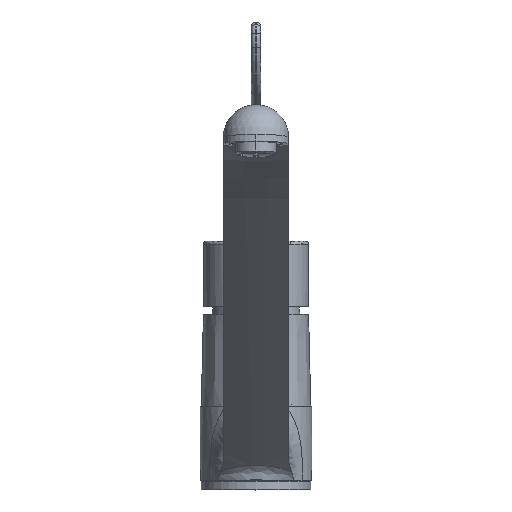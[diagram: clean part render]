
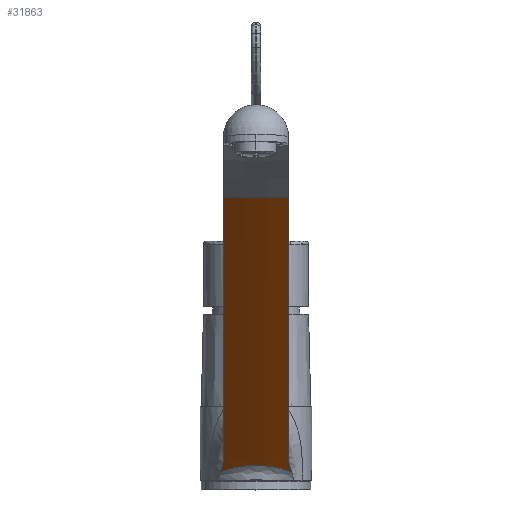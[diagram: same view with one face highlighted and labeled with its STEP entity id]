
A CAD part, top view. The second image highlights one B-rep face of the part: STEP entity #31863.
In plain terms, the highlighted cylindrical face has radius 217.812 mm (diameter 435.625 mm), a partial arc.
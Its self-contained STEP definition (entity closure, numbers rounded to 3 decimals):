
#6634=CARTESIAN_POINT('',(16.12,8.234,24.14));
#6635=CARTESIAN_POINT('',(16.033,8.461,24.421));
#6636=CARTESIAN_POINT('',(15.87,8.912,24.976));
#6637=CARTESIAN_POINT('',(15.657,9.57,25.784));
#6638=CARTESIAN_POINT('',(15.471,10.212,26.571));
#6639=CARTESIAN_POINT('',(15.311,10.841,27.337));
#6640=CARTESIAN_POINT('',(15.175,11.457,28.087));
#6641=CARTESIAN_POINT('',(15.059,12.063,28.822));
#6642=CARTESIAN_POINT('',(14.963,12.662,29.545));
#6643=CARTESIAN_POINT('',(14.886,13.254,30.26));
#6644=CARTESIAN_POINT('',(14.825,13.845,30.97));
#6645=CARTESIAN_POINT('',(14.782,14.435,31.677));
#6646=CARTESIAN_POINT('',(14.756,15.027,32.387));
#6647=CARTESIAN_POINT('',(14.75,15.427,32.863));
#6648=CARTESIAN_POINT('',(14.75,15.627,33.102));
#6707=CARTESIAN_POINT('',(16.12,8.234,24.14));
#6708=CARTESIAN_POINT('',(15.853,8.339,24.296));
#6709=CARTESIAN_POINT('',(15.315,8.544,24.601));
#6710=CARTESIAN_POINT('',(14.501,8.833,25.032));
#6711=CARTESIAN_POINT('',(13.681,9.104,25.438));
#6712=CARTESIAN_POINT('',(12.854,9.357,25.818));
#6713=CARTESIAN_POINT('',(12.021,9.592,26.172));
#6714=CARTESIAN_POINT('',(11.183,9.81,26.501));
#6715=CARTESIAN_POINT('',(10.34,10.01,26.805));
#6716=CARTESIAN_POINT('',(9.493,10.194,27.084));
#6717=CARTESIAN_POINT('',(8.64,10.361,27.338));
#6718=CARTESIAN_POINT('',(7.785,10.512,27.568));
#6719=CARTESIAN_POINT('',(6.926,10.646,27.773));
#6720=CARTESIAN_POINT('',(6.066,10.764,27.953));
#6721=CARTESIAN_POINT('',(5.203,10.865,28.109));
#6722=CARTESIAN_POINT('',(4.336,10.951,28.241));
#6723=CARTESIAN_POINT('',(3.468,11.022,28.349));
#6724=CARTESIAN_POINT('',(2.599,11.076,28.433));
#6725=CARTESIAN_POINT('',(1.73,11.115,28.493));
#6726=CARTESIAN_POINT('',(0.86,11.138,28.529));
#6727=CARTESIAN_POINT('',(-0.011,11.146,
28.54));
#6728=CARTESIAN_POINT('',(-0.882,11.138,
28.528));
#6729=CARTESIAN_POINT('',(-1.753,11.114,28.491));
#6730=CARTESIAN_POINT('',(-2.623,11.075,28.431));
#6731=CARTESIAN_POINT('',(-3.491,11.02,28.347));
#6732=CARTESIAN_POINT('',(-4.358,10.95,28.239));
#6733=CARTESIAN_POINT('',(-5.223,10.863,28.106));
#6734=CARTESIAN_POINT('',(-6.087,10.761,27.949));
#6735=CARTESIAN_POINT('',(-6.948,10.642,27.768));
#6736=CARTESIAN_POINT('',(-7.807,10.508,27.562));
#6737=CARTESIAN_POINT('',(-8.662,10.357,27.332));
#6738=CARTESIAN_POINT('',(-9.513,10.19,27.077));
#6739=CARTESIAN_POINT('',(-10.359,10.006,26.798));
#6740=CARTESIAN_POINT('',(-11.201,9.805,26.494));
#6741=CARTESIAN_POINT('',(-12.04,9.587,26.164));
#6742=CARTESIAN_POINT('',(-12.874,9.351,25.809));
#6743=CARTESIAN_POINT('',(-13.701,9.098,25.428));
#6744=CARTESIAN_POINT('',(-14.52,8.827,25.023));
#6745=CARTESIAN_POINT('',(-15.328,8.539,24.594));
#6746=CARTESIAN_POINT('',(-15.859,8.337,24.293));
#6747=CARTESIAN_POINT('',(-16.123,8.233,24.138));
#6749=CARTESIAN_POINT('',(-14.75,15.647,33.126));
#6750=CARTESIAN_POINT('',(-14.75,15.482,32.929));
#6751=CARTESIAN_POINT('',(-14.754,15.152,32.536));
#6752=CARTESIAN_POINT('',(-14.772,14.655,31.941));
#6753=CARTESIAN_POINT('',(-14.802,14.158,31.346));
#6754=CARTESIAN_POINT('',(-14.844,13.667,30.756));
#6755=CARTESIAN_POINT('',(-14.897,13.179,30.169));
#6756=CARTESIAN_POINT('',(-14.964,12.677,29.563));
#6757=CARTESIAN_POINT('',(-15.048,12.145,28.92));
#6758=CARTESIAN_POINT('',(-15.155,11.566,28.219));
#6759=CARTESIAN_POINT('',(-15.29,10.941,27.459));
#6760=CARTESIAN_POINT('',(-15.454,10.284,26.658));
#6761=CARTESIAN_POINT('',(-15.648,9.605,25.828));
#6762=CARTESIAN_POINT('',(-15.871,8.917,24.982));
#6763=CARTESIAN_POINT('',(-16.036,8.461,24.42));
#6764=CARTESIAN_POINT('',(-16.123,8.233,24.138));
#6766=DIRECTION('',(0.,0.643,0.766));
#6767=VECTOR('',#6766,183.099);
#6768=CARTESIAN_POINT('',(-14.75,15.647,33.126));
#6769=LINE('',#6768,#6767);
#6871=CARTESIAN_POINT('',(-14.75,15.647,33.126));
#6937=CARTESIAN_POINT('',(14.75,15.627,33.102));
#6961=DIRECTION('',(0.,0.643,0.766));
#6962=VECTOR('',#6961,183.129);
#6963=CARTESIAN_POINT('',(14.75,15.627,33.102));
#6964=LINE('',#6963,#6962);
#7922=CARTESIAN_POINT('',(0.,299.812,
33.702));
#7923=DIRECTION('',(0.,0.643,0.766));
#7924=DIRECTION('',(-0.068,-0.764,0.641));
#7925=AXIS2_PLACEMENT_3D('',#7922,#7923,#7924);
#18298=CARTESIAN_POINT('',(-14.75,133.341,173.387));
#18299=CARTESIAN_POINT('',(14.75,133.341,173.387));
#18300=VERTEX_POINT('',#18298);
#18301=VERTEX_POINT('',#18299);
#18307=VERTEX_POINT('',#6871);
#18308=VERTEX_POINT('',#6937);
#18312=VERTEX_POINT('',#6707);
#18313=VERTEX_POINT('',#6747);
#31846=CARTESIAN_POINT('',(0.,171.254,
-119.507));
#31847=DIRECTION('',(0.,0.643,0.766));
#31848=DIRECTION('',(0.,-0.766,0.643));
#31849=AXIS2_PLACEMENT_3D('',#31846,#31847,#31848);
#31850=CYLINDRICAL_SURFACE('',#31849,217.813);
#31852=ORIENTED_EDGE('',*,*,#31851,.T.);
#31853=ORIENTED_EDGE('',*,*,#31826,.F.);
#31855=ORIENTED_EDGE('',*,*,#31854,.T.);
#31857=ORIENTED_EDGE('',*,*,#31856,.T.);
#31859=ORIENTED_EDGE('',*,*,#31858,.F.);
#31860=ORIENTED_EDGE('',*,*,#31680,.F.);
#31861=EDGE_LOOP('',(#31852,#31853,#31855,#31857,#31859,#31860));
#31862=FACE_OUTER_BOUND('',#31861,.F.);
#31863=ADVANCED_FACE('',(#31862),#31850,.T.);
#6649=B_SPLINE_CURVE_WITH_KNOTS('',3,(#6634,#6635,#6636,#6637,#6638,#6639,#6640,
#6641,#6642,#6643,#6644,#6645,#6646,#6647,#6648),.UNSPECIFIED.,.F.,.F.,(4,1,1,1,
1,1,1,1,1,1,1,1,4),(0.,0.083,0.167,0.25,
0.333,0.417,0.5,0.583,0.667,
0.75,0.833,0.917,1.),.UNSPECIFIED.);
#6748=B_SPLINE_CURVE_WITH_KNOTS('',3,(#6707,#6708,#6709,#6710,#6711,#6712,#6713,
#6714,#6715,#6716,#6717,#6718,#6719,#6720,#6721,#6722,#6723,#6724,#6725,#6726,
#6727,#6728,#6729,#6730,#6731,#6732,#6733,#6734,#6735,#6736,#6737,#6738,#6739,
#6740,#6741,#6742,#6743,#6744,#6745,#6746,#6747),.UNSPECIFIED.,.F.,.F.,(4,1,1,1,
1,1,1,1,1,1,1,1,1,1,1,1,1,1,1,1,1,1,1,1,1,1,1,1,1,1,1,1,1,1,1,1,1,1,4),(0.,
0.026,0.053,0.079,0.105,
0.132,0.158,0.184,0.211,
0.237,0.263,0.289,0.316,
0.342,0.368,0.395,0.421,
0.447,0.474,0.5,0.526,0.553,
0.579,0.605,0.632,0.658,
0.684,0.711,0.737,0.763,
0.789,0.816,0.842,0.868,
0.895,0.921,0.947,0.974,1.),
.UNSPECIFIED.);
#6765=B_SPLINE_CURVE_WITH_KNOTS('',3,(#6749,#6750,#6751,#6752,#6753,#6754,#6755,
#6756,#6757,#6758,#6759,#6760,#6761,#6762,#6763,#6764),.UNSPECIFIED.,.F.,.F.,(4,
1,1,1,1,1,1,1,1,1,1,1,1,4),(0.,0.077,0.154,
0.231,0.308,0.385,0.462,
0.538,0.615,0.692,0.769,
0.846,0.923,1.),.UNSPECIFIED.);
#7926=CIRCLE('',#7925,217.813);
#31680=EDGE_CURVE('',#18312,#18308,#6649,.T.);
#31826=EDGE_CURVE('',#18307,#18313,#6765,.T.);
#31851=EDGE_CURVE('',#18312,#18313,#6748,.T.);
#31854=EDGE_CURVE('',#18307,#18300,#6769,.T.);
#31856=EDGE_CURVE('',#18300,#18301,#7926,.T.);
#31858=EDGE_CURVE('',#18308,#18301,#6964,.T.);
